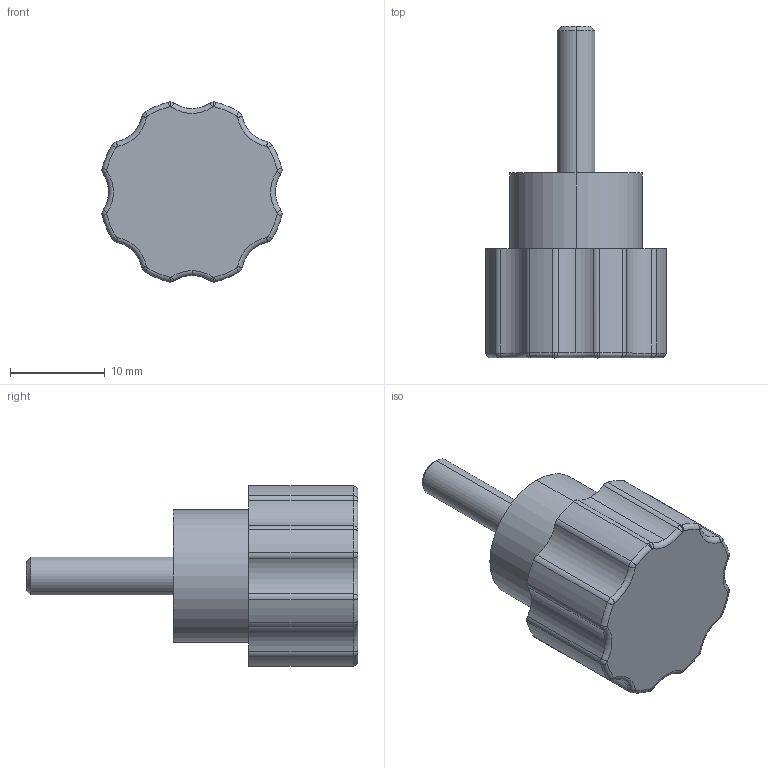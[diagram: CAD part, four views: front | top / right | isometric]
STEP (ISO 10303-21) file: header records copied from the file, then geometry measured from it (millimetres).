
FILE_DESCRIPTION (( 'STEP AP214' ), '1' );
FILE_NAME ('A957 Çâåçäíîîáðàçíàÿ-ðó÷êà (âèíò) Ì4õ15 À=20ìì.STEP', '2025-12-08T07:28:02', ( '' ), ( '' ), 'SwSTEP 2.0', 'SolidWorks 2025', '' );
FILE_SCHEMA (( 'AUTOMOTIVE_DESIGN' ));
Length unit declared in the file: millimetre
Products named in the file (1): A957 Звезднообразная-ручка (винт) М4х15 А=20мм
Bounding box: 18.99 x 35 x 19 mm (x, y, z)
Volume: 4412.1 mm3; surface area: 2090.4 mm2
Topology: 1 solids, 1 shells, 85 faces, 204 edges, 124 vertices
Faces by surface type: cylinder 41, torus 37, plane 5, cone 2
Entity records: 3434 total; most frequent: DIRECTION 537, CARTESIAN_POINT 414, ORIENTED_EDGE 408, AXIS2_PLACEMENT_3D 247, EDGE_CURVE 204, CIRCLE 161, VERTEX_POINT 124, EDGE_LOOP 88
